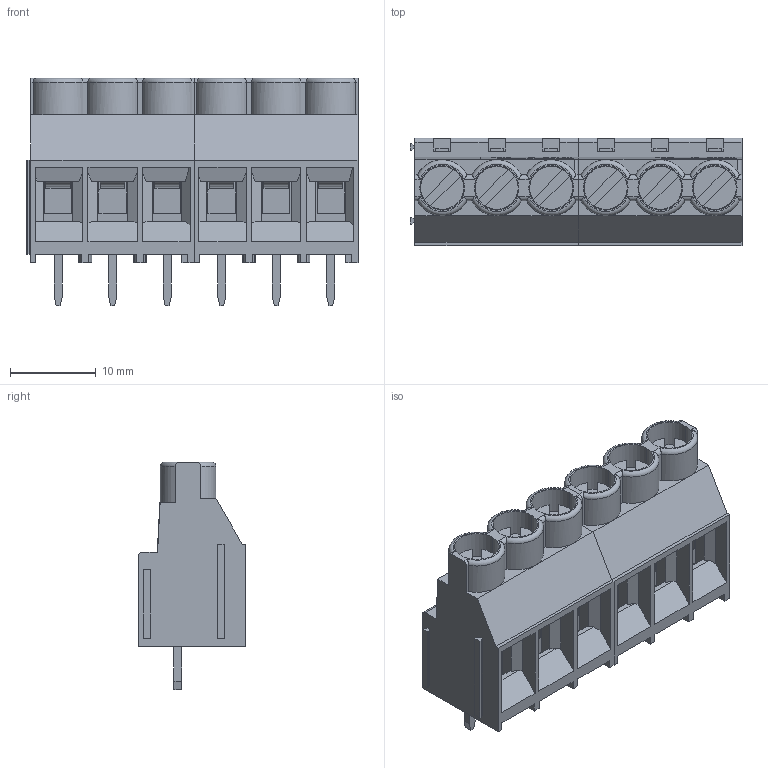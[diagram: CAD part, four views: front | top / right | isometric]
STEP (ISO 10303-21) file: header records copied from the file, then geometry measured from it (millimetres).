
FILE_DESCRIPTION(('Creo Elements/Direct Modeling STEP Export'),'2;1');
FILE_NAME('model.stp','2020-03-02T10:04:32',(''),(''),'Creo Elements/Direct Modeling STEP processor for AP214 (Solid Model)','Creo Elements/Direct Modeling 20.1A 29-Sep-2018 (C) Parametric Technology GmbH','');
FILE_SCHEMA(('AUTOMOTIVE_DESIGN { 1 0 10303 214 1 1 1 1 }'));
Length unit declared in the file: millimetre
Products named in the file (6): AT_MKDS_5_6_35; LP_MKDS_5_5_00.1; AC_MKDS_5_Laengsschlitz; KK_MKDS_5.1; MKDS_5-3-6_35; MKDS 5_6-6.35
Assembly tree (12 placements, depth 3):
  MKDS 5_6-6.35
    MKDS_5-3-6_35  x2
      KK_MKDS_5.1
      AC_MKDS_5_Laengsschlitz
      LP_MKDS_5_5_00.1
      AT_MKDS_5_6_35
Bounding box: 38.67 x 12.52 x 26.5 mm (x, y, z)
Volume: 5034.2 mm3; surface area: 9981.9 mm2
Topology: 20 solids, 20 shells, 2018 faces, 5638 edges, 3732 vertices
Faces by surface type: plane 1776, cylinder 204, extrusion 26, torus 12
Entity records: 36188 total; most frequent: CARTESIAN_POINT 6383, ORIENTED_EDGE 4950, DIRECTION 4253, EDGE_CURVE 2475, VECTOR 2291, LINE 2278, VERTEX_POINT 1642, AXIS2_PLACEMENT_3D 981
